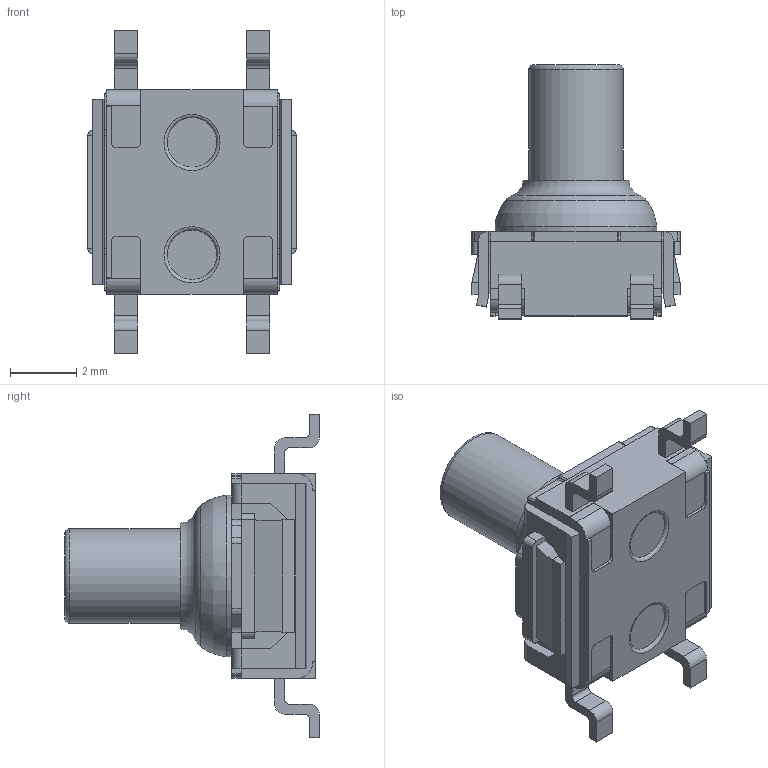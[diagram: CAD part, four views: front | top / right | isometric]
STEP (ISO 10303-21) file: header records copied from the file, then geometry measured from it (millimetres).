
FILE_DESCRIPTION(/* description */ (''),/* implementation_level */ '2;1');
FILE_NAME(/* name */ 'TL6170BFxxxQG.stp',/* time_stamp */ '2022-03-30T08:08:09-05:00',/* author */ ('mroman'),/* organization */ (''),/* preprocessor_version */ 'ST-DEVELOPER v18.1',/* originating_system */ 'Autodesk Inventor 2020',/* authorisation */ '');
FILE_SCHEMA (('AUTOMOTIVE_DESIGN { 1 0 10303 214 3 1 1 }'));
Length unit declared in the file: millimetre
Products named in the file (1): TL6170BFxxxQG
Bounding box: 6.3 x 7.7 x 9.8 mm (x, y, z)
Volume: 125.9 mm3; surface area: 286.2 mm2
Topology: 1 solids, 1 shells, 227 faces, 640 edges, 413 vertices
Faces by surface type: plane 156, cylinder 64, torus 6, bspline 1
Full cylindrical faces by diameter (mm): 2.85 x1, 2.9 x1, 4.6 x1, 4.9 x1
Entity records: 7374 total; most frequent: CARTESIAN_POINT 1307, ORIENTED_EDGE 1280, DIRECTION 1255, EDGE_CURVE 640, LINE 479, VECTOR 479, VERTEX_POINT 413, AXIS2_PLACEMENT_3D 388
